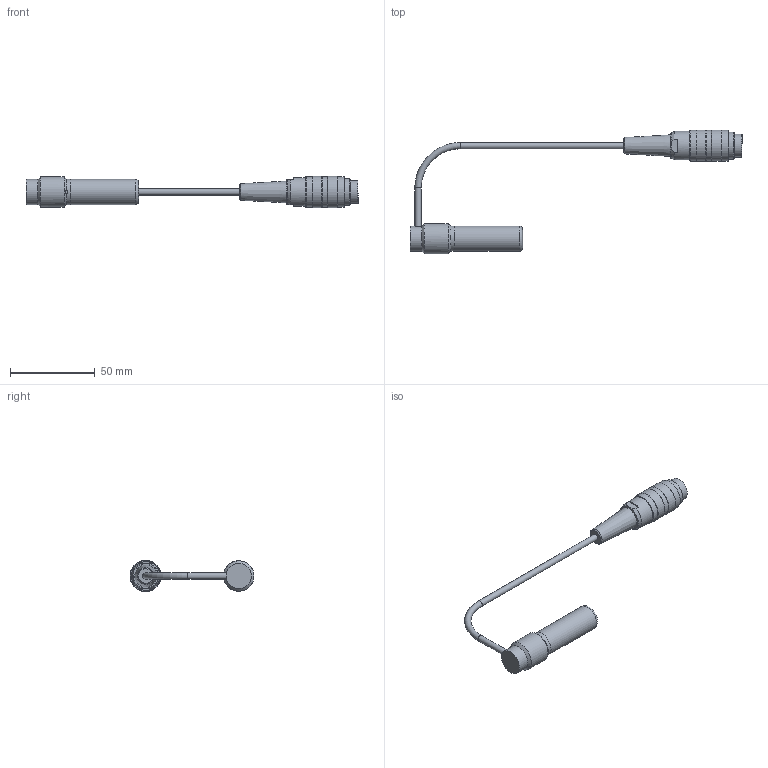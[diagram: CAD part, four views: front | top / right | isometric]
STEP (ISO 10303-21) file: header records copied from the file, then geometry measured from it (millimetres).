
FILE_DESCRIPTION(/* description */ (''),/* implementation_level */ '2;1');
FILE_NAME(/* name */ '130 26_R2Q-3-6L15.stp',/* time_stamp */ '2020-09-04T11:46:21+02:00',/* author */ ('kuttig'),/* organization */ (''),/* preprocessor_version */ 'ST-DEVELOPER v16.13',/* originating_system */ 'Autodesk Inventor 2018',/* authorisation */ '');
FILE_SCHEMA (('AUTOMOTIVE_DESIGN { 1 0 10303 214 3 1 1 }'));
Length unit declared in the file: millimetre
Products named in the file (1): 130 26_R2Q-3-6L15_Shrinkwrap_1
Bounding box: 196.2 x 73.25 x 18.5 mm (x, y, z)
Volume: 21263.8 mm3; surface area: 12190.8 mm2
Topology: 1 solids, 1 shells, 123 faces, 284 edges, 177 vertices
Faces by surface type: plane 54, cylinder 38, cone 20, bspline 6, torus 5
Full cylindrical faces by diameter (mm): 1.49 x3, 1.5 x2, 2.25 x1, 3.7 x3, 4.6 x1, 10.2 x1, 13 x1, 13.5 x1, 15 x3, 15.08 x1, 16 x1, 16.9 x1, 18 x1, 18.15 x3, 18.5 x2
Entity records: 3718 total; most frequent: CARTESIAN_POINT 975, DIRECTION 550, ORIENTED_EDGE 452, AXIS2_PLACEMENT_3D 229, EDGE_CURVE 226, EDGE_LOOP 184, VERTEX_POINT 166, STYLED_ITEM 124
